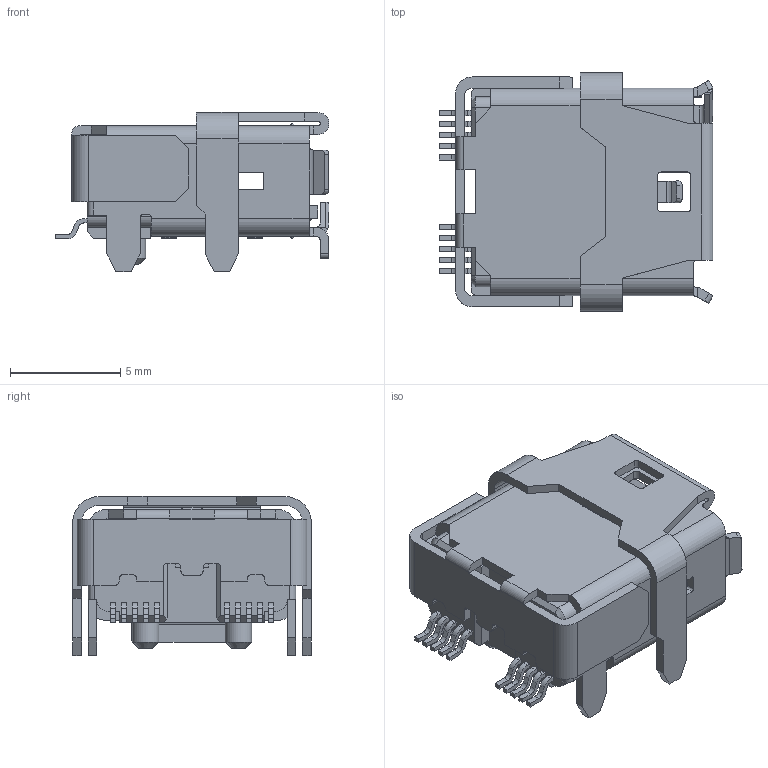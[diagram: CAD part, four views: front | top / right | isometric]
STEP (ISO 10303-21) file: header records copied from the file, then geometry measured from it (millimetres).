
FILE_DESCRIPTION(('Creo Elements/Direct Modeling STEP Export'),'2;1');
FILE_NAME('IX60G-A-10P.stp','2020-06-02T14:01:16',(''),(''),'Creo Elements/Direct Modeling STEP processor for AP214 (Solid Model)','Creo Elements/Direct Modeling 19.0F 14-Feb-2017 (C) Parametric Technology GmbH','');
FILE_SCHEMA(('AUTOMOTIVE_DESIGN { 1 0 10303 214 1 1 1 1 }'));
Length unit declared in the file: millimetre
Products named in the file (2): 04.METAL_SHELL-A.2
Assembly tree (1 placements, depth 2):
  04.METAL_SHELL-A.2
    04.METAL_SHELL-A.2
Bounding box: 12.4 x 10.8 x 7.2 mm (x, y, z)
Volume: 357 mm3; surface area: 810.7 mm2
Topology: 1 solids, 1 shells, 470 faces, 1330 edges, 870 vertices
Faces by surface type: plane 304, cylinder 154, cone 6, torus 6
Entity records: 15890 total; most frequent: CARTESIAN_POINT 2855, ORIENTED_EDGE 2660, DIRECTION 2514, EDGE_CURVE 1330, VECTOR 970, LINE 970, VERTEX_POINT 870, AXIS2_PLACEMENT_3D 772
